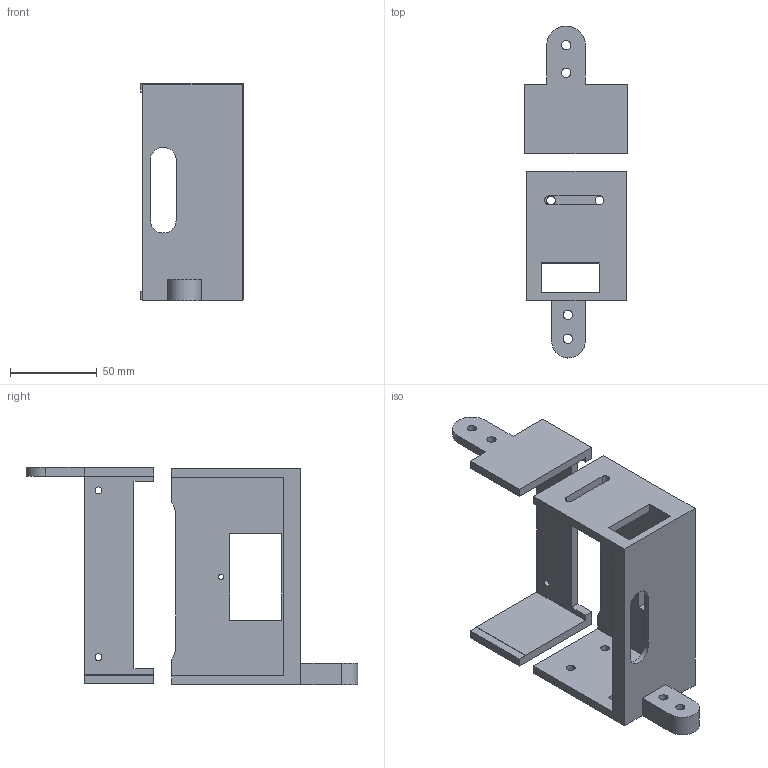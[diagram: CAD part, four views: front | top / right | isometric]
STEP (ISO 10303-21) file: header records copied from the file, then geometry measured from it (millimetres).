
FILE_DESCRIPTION(/* description */ (''),/* implementation_level */ '2;1');
FILE_NAME(/* name */ 'Power-supply-connector.stp',/* time_stamp */ '2025-04-03T14:35:31-05:00',/* author */ ('renoh'),/* organization */ (''),/* preprocessor_version */ 'ST-DEVELOPER v20',/* originating_system */ 'Autodesk Inventor 2025',/* authorisation */ '');
FILE_SCHEMA (('AUTOMOTIVE_DESIGN { 1 0 10303 214 3 1 1 }'));
Length unit declared in the file: millimetre
Products named in the file (1): Power-supply-connector
Bounding box: 59.27 x 190.96 x 125.02 mm (x, y, z)
Volume: 137137.7 mm3; surface area: 68865.7 mm2
Topology: 2 solids, 2 shells, 84 faces, 252 edges, 189 vertices
Faces by surface type: plane 64, cylinder 20
Full cylindrical faces by diameter (mm): 3 x2, 4 x2, 5 x2, 5.3 x4
Entity records: 2894 total; most frequent: CARTESIAN_POINT 511, ORIENTED_EDGE 474, DIRECTION 455, EDGE_CURVE 237, LINE 197, VECTOR 197, VERTEX_POINT 158, AXIS2_PLACEMENT_3D 129
